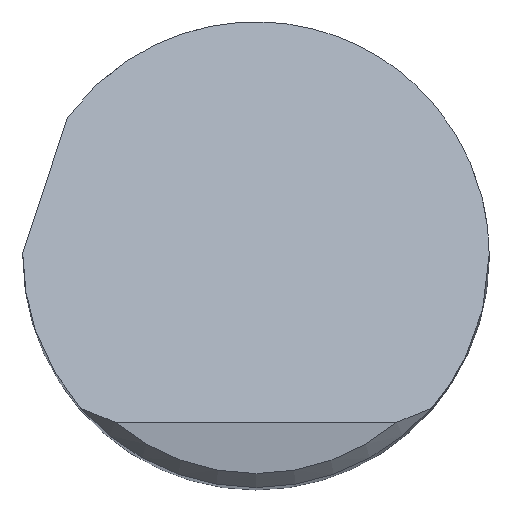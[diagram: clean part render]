
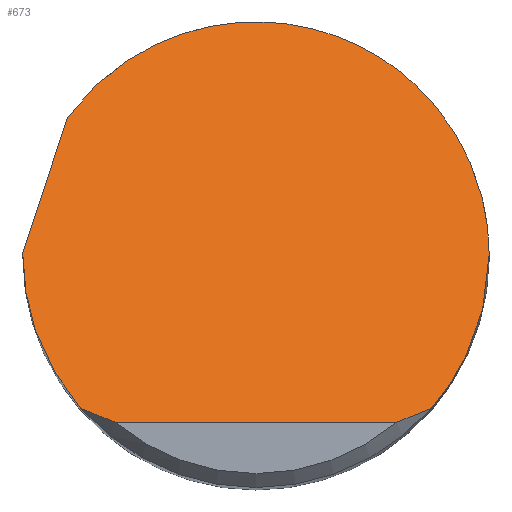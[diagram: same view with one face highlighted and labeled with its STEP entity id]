
A CAD part, top view. The second image highlights one B-rep face of the part: STEP entity #673.
In plain terms, the highlighted planar face has unit normal (0, 0.707, 0.707).
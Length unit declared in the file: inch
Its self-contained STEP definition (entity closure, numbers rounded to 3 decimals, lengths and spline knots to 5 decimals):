
#3 = B_SPLINE_CURVE_WITH_KNOTS ( 'NONE', 3,
 ( #728, #472, #147, #411 ),
 .UNSPECIFIED., .F., .F.,
 ( 4, 4 ),
 ( 0., 0.00108 ),
 .UNSPECIFIED. ) ;
#12 = CARTESIAN_POINT ( 'NONE',  ( -0.30701, -0.17058, 2.99058 ) ) ;
#22 = B_SPLINE_CURVE_WITH_KNOTS ( 'NONE', 3,
 ( #54, #699, #317, #232 ),
 .UNSPECIFIED., .F., .F.,
 ( 4, 4 ),
 ( 0., 0.00108 ),
 .UNSPECIFIED. ) ;
#27 = CARTESIAN_POINT ( 'NONE',  ( 0.25, 0., 2.82 ) ) ;
#29 = CARTESIAN_POINT ( 'NONE',  ( -0.25, 0., 2.82 ) ) ;
#35 = ORIENTED_EDGE ( 'NONE', *, *, #624, .F. ) ;
#44 =( BOUNDED_CURVE ( )  B_SPLINE_CURVE ( 3, ( #639, #390, #269, #508 ),
 .UNSPECIFIED., .F., .F. ) 
 B_SPLINE_CURVE_WITH_KNOTS ( ( 4, 4 ),
 ( 1.5708, 2.29162 ),
 .UNSPECIFIED. ) 
 CURVE ( )  GEOMETRIC_REPRESENTATION_ITEM ( )  RATIONAL_B_SPLINE_CURVE ( ( 1., 0.957, 0.957, 1. ) ) 
 REPRESENTATION_ITEM ( '' )  );
#47 = ORIENTED_EDGE ( 'NONE', *, *, #713, .F. ) ;
#54 = CARTESIAN_POINT ( 'NONE',  ( -0.18782, -0.165, 2.985 ) ) ;
#65 = VERTEX_POINT ( 'NONE', #27 ) ;
#82 = EDGE_CURVE ( 'NONE', #744, #65, #155, .T. ) ;
#86 = CARTESIAN_POINT ( 'NONE',  ( -0.25, 0., 2.82 ) ) ;
#87 = DIRECTION ( 'NONE',  ( 0.227, 0.689, -0.689 ) ) ;
#108 = ORIENTED_EDGE ( 'NONE', *, *, #82, .F. ) ;
#126 = EDGE_CURVE ( 'NONE', #250, #744, #402, .T. ) ;
#147 = CARTESIAN_POINT ( 'NONE',  ( 0.17589, -0.1704, 2.9904 ) ) ;
#155 =( BOUNDED_CURVE ( )  B_SPLINE_CURVE ( 3, ( #208, #271, #457, #652 ),
 .UNSPECIFIED., .F., .F. ) 
 B_SPLINE_CURVE_WITH_KNOTS ( ( 4, 4 ),
 ( 5.34257, 7.85398 ),
 .UNSPECIFIED. ) 
 CURVE ( )  GEOMETRIC_REPRESENTATION_ITEM ( )  RATIONAL_B_SPLINE_CURVE ( ( 1., 0.54, 0.54, 1. ) ) 
 REPRESENTATION_ITEM ( '' )  );
#174 = CARTESIAN_POINT ( 'NONE',  ( -0.25, 0., 2.82 ) ) ;
#183 = CARTESIAN_POINT ( 'NONE',  ( 0., -0.18, 3. ) ) ;
#188 =( BOUNDED_CURVE ( )  B_SPLINE_CURVE ( 3, ( #290, #351, #809, #29 ),
 .UNSPECIFIED., .F., .F. ) 
 B_SPLINE_CURVE_WITH_KNOTS ( ( 4, 4 ),
 ( 3.99157, 4.71239 ),
 .UNSPECIFIED. ) 
 CURVE ( )  GEOMETRIC_REPRESENTATION_ITEM ( )  RATIONAL_B_SPLINE_CURVE ( ( 1., 0.957, 0.957, 1. ) ) 
 REPRESENTATION_ITEM ( '' )  );
#208 = CARTESIAN_POINT ( 'NONE',  ( -0.20198, 0.14732, 2.67268 ) ) ;
#230 = VERTEX_POINT ( 'NONE', #478 ) ;
#232 = CARTESIAN_POINT ( 'NONE',  ( -0.15108, -0.18, 3. ) ) ;
#235 = EDGE_CURVE ( 'NONE', #299, #653, #3, .T. ) ;
#239 = PLANE ( 'NONE',  #442 ) ;
#245 = CARTESIAN_POINT ( 'NONE',  ( -0.24999, 0.002, 2.818 ) ) ;
#250 = VERTEX_POINT ( 'NONE', #731 ) ;
#269 = CARTESIAN_POINT ( 'NONE',  ( 0.22834, -0.11887, 2.93887 ) ) ;
#271 = CARTESIAN_POINT ( 'NONE',  ( -0.02903, 0.38443, 2.43557 ) ) ;
#290 = CARTESIAN_POINT ( 'NONE',  ( -0.18782, -0.165, 2.985 ) ) ;
#299 = VERTEX_POINT ( 'NONE', #324 ) ;
#301 = DIRECTION ( 'NONE',  ( 0., -0.707, -0.707 ) ) ;
#312 = ORIENTED_EDGE ( 'NONE', *, *, #790, .F. ) ;
#313 = CARTESIAN_POINT ( 'NONE',  ( -0.20198, 0.14732, 2.67268 ) ) ;
#317 = CARTESIAN_POINT ( 'NONE',  ( -0.16367, -0.17542, 2.99542 ) ) ;
#324 = CARTESIAN_POINT ( 'NONE',  ( 0.15108, -0.18, 3. ) ) ;
#351 = CARTESIAN_POINT ( 'NONE',  ( -0.22834, -0.11887, 2.93887 ) ) ;
#364 = VECTOR ( 'NONE', #87, 39.37008 ) ;
#383 = CARTESIAN_POINT ( 'NONE',  ( -0.25, -0.18, 3. ) ) ;
#385 = EDGE_LOOP ( 'NONE', ( #488, #458, #312, #108, #665, #47, #35, #816 ) ) ;
#390 = CARTESIAN_POINT ( 'NONE',  ( 0.25, -0.06141, 2.88141 ) ) ;
#402 = LINE ( 'NONE', #12, #364 ) ;
#411 = CARTESIAN_POINT ( 'NONE',  ( 0.18782, -0.165, 2.985 ) ) ;
#437 = VERTEX_POINT ( 'NONE', #86 ) ;
#442 = AXIS2_PLACEMENT_3D ( 'NONE', #383, #301, #757 ) ;
#457 = CARTESIAN_POINT ( 'NONE',  ( 0.25, 0.29348, 2.52652 ) ) ;
#458 = ORIENTED_EDGE ( 'NONE', *, *, #235, .T. ) ;
#472 = CARTESIAN_POINT ( 'NONE',  ( 0.16367, -0.17542, 2.99542 ) ) ;
#478 = CARTESIAN_POINT ( 'NONE',  ( -0.15108, -0.18, 3. ) ) ;
#488 = ORIENTED_EDGE ( 'NONE', *, *, #678, .T. ) ;
#505 = CARTESIAN_POINT ( 'NONE',  ( -0.25, 0.00067, 2.81933 ) ) ;
#508 = CARTESIAN_POINT ( 'NONE',  ( 0.18782, -0.165, 2.985 ) ) ;
#577 = DIRECTION ( 'NONE',  ( 1., 0., 0. ) ) ;
#600 = VERTEX_POINT ( 'NONE', #741 ) ;
#602 = CARTESIAN_POINT ( 'NONE',  ( 0.18782, -0.165, 2.985 ) ) ;
#624 = EDGE_CURVE ( 'NONE', #600, #437, #188, .T. ) ;
#639 = CARTESIAN_POINT ( 'NONE',  ( 0.25, 0., 2.82 ) ) ;
#652 = CARTESIAN_POINT ( 'NONE',  ( 0.25, 0., 2.82 ) ) ;
#653 = VERTEX_POINT ( 'NONE', #602 ) ;
#665 = ORIENTED_EDGE ( 'NONE', *, *, #126, .F. ) ;
#673 = ADVANCED_FACE ( 'NONE', ( #686 ), #239, .F. ) ;
#678 = EDGE_CURVE ( 'NONE', #230, #299, #824, .T. ) ;
#686 = FACE_OUTER_BOUND ( 'NONE', #385, .T. ) ;
#699 = CARTESIAN_POINT ( 'NONE',  ( -0.17589, -0.1704, 2.9904 ) ) ;
#702 = EDGE_CURVE ( 'NONE', #600, #230, #22, .T. ) ;
#713 = EDGE_CURVE ( 'NONE', #437, #250, #792, .T. ) ;
#725 = VECTOR ( 'NONE', #577, 39.37008 ) ;
#728 = CARTESIAN_POINT ( 'NONE',  ( 0.15108, -0.18, 3. ) ) ;
#731 = CARTESIAN_POINT ( 'NONE',  ( -0.24999, 0.002, 2.818 ) ) ;
#741 = CARTESIAN_POINT ( 'NONE',  ( -0.18782, -0.165, 2.985 ) ) ;
#744 = VERTEX_POINT ( 'NONE', #313 ) ;
#757 = DIRECTION ( 'NONE',  ( 0., 0.707, -0.707 ) ) ;
#770 = CARTESIAN_POINT ( 'NONE',  ( -0.25, 0.00133, 2.81867 ) ) ;
#790 = EDGE_CURVE ( 'NONE', #65, #653, #44, .T. ) ;
#792 =( BOUNDED_CURVE ( )  B_SPLINE_CURVE ( 3, ( #174, #505, #770, #245 ),
 .UNSPECIFIED., .F., .F. ) 
 B_SPLINE_CURVE_WITH_KNOTS ( ( 4, 4 ),
 ( 4.71239, 4.72039 ),
 .UNSPECIFIED. ) 
 CURVE ( )  GEOMETRIC_REPRESENTATION_ITEM ( )  RATIONAL_B_SPLINE_CURVE ( ( 1., 1., 1., 1. ) ) 
 REPRESENTATION_ITEM ( '' )  );
#809 = CARTESIAN_POINT ( 'NONE',  ( -0.25, -0.06141, 2.88141 ) ) ;
#816 = ORIENTED_EDGE ( 'NONE', *, *, #702, .T. ) ;
#824 = LINE ( 'NONE', #183, #725 ) ;
